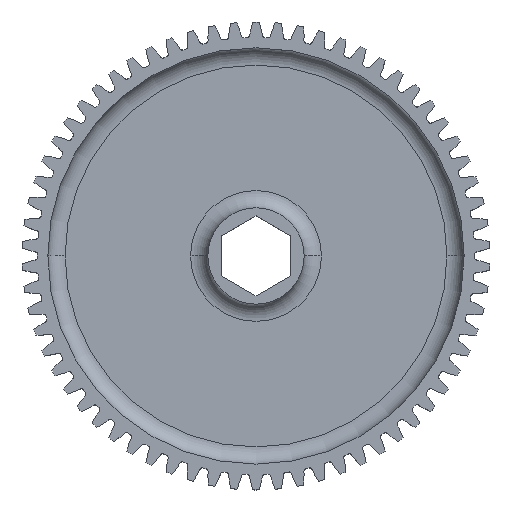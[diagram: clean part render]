
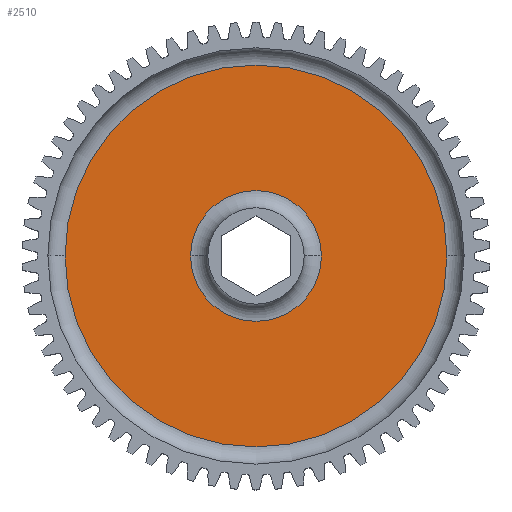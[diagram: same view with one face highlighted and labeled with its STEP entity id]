
A CAD part, top view. The second image highlights one B-rep face of the part: STEP entity #2510.
In plain terms, the highlighted planar face has unit normal (0, 0, 1).
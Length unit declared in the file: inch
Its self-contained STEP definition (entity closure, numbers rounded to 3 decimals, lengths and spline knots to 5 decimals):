
#335 = DIRECTION ( 'NONE',  ( 0., 0., -1. ) ) ;
#381 = AXIS2_PLACEMENT_3D ( 'NONE', #12787, #14748, #665 ) ;
#665 = DIRECTION ( 'NONE',  ( 1., 0., 0. ) ) ;
#773 = EDGE_CURVE ( 'NONE', #11858, #26244, #4855, .T. ) ;
#1463 = DIRECTION ( 'NONE',  ( 0., 0., 1. ) ) ;
#1541 = CARTESIAN_POINT ( 'NONE',  ( 0., 0., 0.045 ) ) ;
#1639 = CARTESIAN_POINT ( 'NONE',  ( 0., 0., 0.045 ) ) ;
#1697 = FACE_OUTER_BOUND ( 'NONE', #8978, .T. ) ;
#1970 = PLANE ( 'NONE',  #19506 ) ;
#2162 = CARTESIAN_POINT ( 'NONE',  ( -1.3875, 0., 0.045 ) ) ;
#2510 = ADVANCED_FACE ( 'NONE', ( #7384, #1697 ), #1970, .T. ) ;
#4215 = CARTESIAN_POINT ( 'NONE',  ( 0., 0., 0.045 ) ) ;
#4855 = CIRCLE ( 'NONE', #9139, 1.3875 ) ;
#4915 = ORIENTED_EDGE ( 'NONE', *, *, #773, .T. ) ;
#5039 = CIRCLE ( 'NONE', #381, 1.3875 ) ;
#5930 = CARTESIAN_POINT ( 'NONE',  ( 0., 0., 0.045 ) ) ;
#6019 = DIRECTION ( 'NONE',  ( 0., 0., 1. ) ) ;
#7349 = CARTESIAN_POINT ( 'NONE',  ( 0.475, 0., 0.045 ) ) ;
#7384 = FACE_BOUND ( 'NONE', #23861, .T. ) ;
#7534 = DIRECTION ( 'NONE',  ( 1., 0., 0. ) ) ;
#7844 = VERTEX_POINT ( 'NONE', #7349 ) ;
#8978 = EDGE_LOOP ( 'NONE', ( #4915, #14820 ) ) ;
#9139 = AXIS2_PLACEMENT_3D ( 'NONE', #1639, #1463, #7534 ) ;
#9683 = DIRECTION ( 'NONE',  ( 1., 0., 0. ) ) ;
#11091 = AXIS2_PLACEMENT_3D ( 'NONE', #4215, #335, #18289 ) ;
#11858 = VERTEX_POINT ( 'NONE', #13521 ) ;
#12636 = EDGE_CURVE ( 'NONE', #20083, #7844, #24090, .T. ) ;
#12787 = CARTESIAN_POINT ( 'NONE',  ( 0., 0., 0.045 ) ) ;
#13521 = CARTESIAN_POINT ( 'NONE',  ( 1.3875, 0., 0.045 ) ) ;
#14748 = DIRECTION ( 'NONE',  ( 0., 0., 1. ) ) ;
#14820 = ORIENTED_EDGE ( 'NONE', *, *, #15208, .T. ) ;
#15208 = EDGE_CURVE ( 'NONE', #26244, #11858, #5039, .T. ) ;
#16963 = ORIENTED_EDGE ( 'NONE', *, *, #22655, .T. ) ;
#17739 = DIRECTION ( 'NONE',  ( 0., 0., -1. ) ) ;
#18289 = DIRECTION ( 'NONE',  ( 1., 0., 0. ) ) ;
#18304 = CIRCLE ( 'NONE', #11091, 0.475 ) ;
#19506 = AXIS2_PLACEMENT_3D ( 'NONE', #5930, #6019, #24269 ) ;
#19709 = AXIS2_PLACEMENT_3D ( 'NONE', #1541, #17739, #9683 ) ;
#20083 = VERTEX_POINT ( 'NONE', #23880 ) ;
#22655 = EDGE_CURVE ( 'NONE', #7844, #20083, #18304, .T. ) ;
#23861 = EDGE_LOOP ( 'NONE', ( #16963, #24838 ) ) ;
#23880 = CARTESIAN_POINT ( 'NONE',  ( -0.475, 0., 0.045 ) ) ;
#24090 = CIRCLE ( 'NONE', #19709, 0.475 ) ;
#24269 = DIRECTION ( 'NONE',  ( 1., 0., 0. ) ) ;
#24838 = ORIENTED_EDGE ( 'NONE', *, *, #12636, .T. ) ;
#26244 = VERTEX_POINT ( 'NONE', #2162 ) ;
